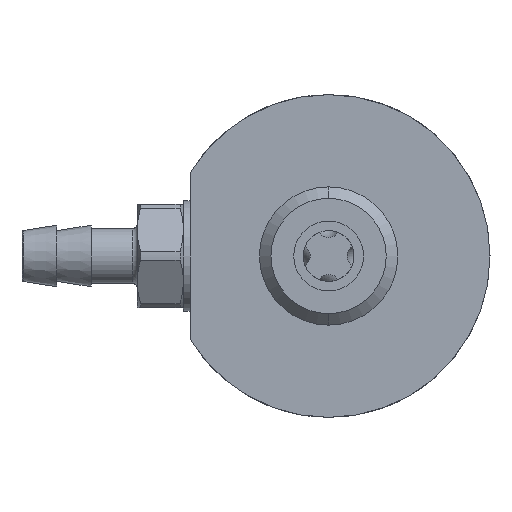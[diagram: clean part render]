
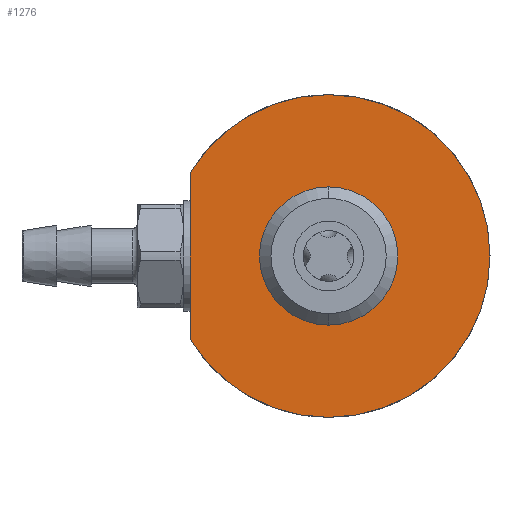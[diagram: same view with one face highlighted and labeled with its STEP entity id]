
A CAD part, front view. The second image highlights one B-rep face of the part: STEP entity #1276.
In plain terms, the highlighted planar face has unit normal (0, -1, 0).
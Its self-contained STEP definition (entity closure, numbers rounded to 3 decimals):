
#682 = EDGE_CURVE ( 'Defeature ausgef�hrt1_3+Defeature ausgef�hrt1_4+Defeature ausgef�hrt1_0+Defeature ausgef�hrt1_0', #23871, #20299, #2997, .T. ) ;
#1153 = ORIENTED_EDGE ( 'NONE', *, *, #12697, .T. ) ;
#1276 = ADVANCED_FACE ( 'Defeature ausgef�hrt1_4', ( #6277, #6718 ), #22634, .F. ) ;
#1480 = VERTEX_POINT ( 'NONE', #19773 ) ;
#2150 = EDGE_CURVE ( 'Defeature ausgef�hrt1_3+Defeature ausgef�hrt1_4+Defeature ausgef�hrt1_0+Defeature ausgef�hrt1_0', #9521, #23871, #8298, .T. ) ;
#2355 = DIRECTION ( 'NONE',  ( 0., 0., -1. ) ) ;
#2997 = CIRCLE ( 'NONE', #26493, 7. ) ;
#3333 = AXIS2_PLACEMENT_3D ( 'NONE', #21429, #18729, #20971 ) ;
#3739 = LINE ( 'NONE', #10509, #29715 ) ;
#4509 = DIRECTION ( 'NONE',  ( 0., 1., 0. ) ) ;
#4535 = ORIENTED_EDGE ( 'NONE', *, *, #24806, .F. ) ;
#5250 = ORIENTED_EDGE ( 'NONE', *, *, #16319, .T. ) ;
#6277 = FACE_BOUND ( 'NONE', #27320, .T. ) ;
#6595 = CIRCLE ( 'NONE', #11371, 2.475 ) ;
#6672 = VERTEX_POINT ( 'NONE', #9938 ) ;
#6718 = FACE_OUTER_BOUND ( 'NONE', #24478, .T. ) ;
#7383 = ORIENTED_EDGE ( 'NONE', *, *, #24590, .T. ) ;
#8298 = CIRCLE ( 'NONE', #26513, 7. ) ;
#8327 = DIRECTION ( 'NONE',  ( 0., 1., 0. ) ) ;
#8470 = DIRECTION ( 'NONE',  ( 0., 0., -1. ) ) ;
#9521 = VERTEX_POINT ( 'NONE', #18127 ) ;
#9526 = CARTESIAN_POINT ( 'NONE',  ( 0., -23., 0. ) ) ;
#9938 = CARTESIAN_POINT ( 'NONE',  ( 0., -23., 2.475 ) ) ;
#10509 = CARTESIAN_POINT ( 'NONE',  ( -6., -23., 0. ) ) ;
#11371 = AXIS2_PLACEMENT_3D ( 'NONE', #9526, #19154, #12084 ) ;
#12084 = DIRECTION ( 'NONE',  ( 0., 0., -1. ) ) ;
#12356 = CARTESIAN_POINT ( 'NONE',  ( 0., -23., -7. ) ) ;
#12697 = EDGE_CURVE ( 'Defeature ausgef�hrt1_4+Defeature ausgef�hrt1_0+Defeature ausgef�hrt1_3+Defeature ausgef�hrt1_3', #9521, #17700, #3739, .T. ) ;
#12980 = CARTESIAN_POINT ( 'NONE',  ( -6., -23., -3.606 ) ) ;
#13060 = DIRECTION ( 'NONE',  ( 0., 0., -1. ) ) ;
#13826 = CARTESIAN_POINT ( 'NONE',  ( 0., -23., 7. ) ) ;
#14113 = DIRECTION ( 'NONE',  ( 0., 0., -1. ) ) ;
#15422 = DIRECTION ( 'NONE',  ( 0., 1., 0. ) ) ;
#16319 = EDGE_CURVE ( 'Defeature ausgef�hrt1_4+Defeature ausgef�hrt1_10+Defeature ausgef�hrt1_10+Defeature ausgef�hrt1_10', #1480, #6672, #18180, .T. ) ;
#17163 = ORIENTED_EDGE ( 'NONE', *, *, #2150, .F. ) ;
#17700 = VERTEX_POINT ( 'NONE', #12980 ) ;
#17986 = CARTESIAN_POINT ( 'NONE',  ( -7., -23., 0. ) ) ;
#18127 = CARTESIAN_POINT ( 'NONE',  ( -6., -23., 3.606 ) ) ;
#18180 = CIRCLE ( 'NONE', #3333, 2.475 ) ;
#18729 = DIRECTION ( 'NONE',  ( 0., 1., 0. ) ) ;
#19154 = DIRECTION ( 'NONE',  ( 0., 1., 0. ) ) ;
#19584 = CIRCLE ( 'NONE', #23862, 7. ) ;
#19773 = CARTESIAN_POINT ( 'NONE',  ( 0., -23., -2.475 ) ) ;
#20299 = VERTEX_POINT ( 'NONE', #12356 ) ;
#20971 = DIRECTION ( 'NONE',  ( 0., 0., -1. ) ) ;
#20993 = DIRECTION ( 'NONE',  ( 0., 0., -1. ) ) ;
#21429 = CARTESIAN_POINT ( 'NONE',  ( 0., -23., 0. ) ) ;
#21511 = CARTESIAN_POINT ( 'NONE',  ( 0., -23., 0. ) ) ;
#22416 = ORIENTED_EDGE ( 'NONE', *, *, #682, .F. ) ;
#22634 = PLANE ( 'NONE',  #28884 ) ;
#23862 = AXIS2_PLACEMENT_3D ( 'NONE', #29054, #8327, #8470 ) ;
#23871 = VERTEX_POINT ( 'NONE', #13826 ) ;
#24478 = EDGE_LOOP ( 'NONE', ( #17163, #1153, #4535, #22416 ) ) ;
#24590 = EDGE_CURVE ( 'Defeature ausgef�hrt1_4+Defeature ausgef�hrt1_10+Defeature ausgef�hrt1_10+Defeature ausgef�hrt1_10', #6672, #1480, #6595, .T. ) ;
#24806 = EDGE_CURVE ( 'Defeature ausgef�hrt1_3+Defeature ausgef�hrt1_4+Defeature ausgef�hrt1_0+Defeature ausgef�hrt1_0', #20299, #17700, #19584, .T. ) ;
#25083 = CARTESIAN_POINT ( 'NONE',  ( 0., -23., 0. ) ) ;
#26493 = AXIS2_PLACEMENT_3D ( 'NONE', #25083, #4509, #14113 ) ;
#26513 = AXIS2_PLACEMENT_3D ( 'NONE', #21511, #27779, #20993 ) ;
#27320 = EDGE_LOOP ( 'NONE', ( #5250, #7383 ) ) ;
#27779 = DIRECTION ( 'NONE',  ( 0., 1., 0. ) ) ;
#28884 = AXIS2_PLACEMENT_3D ( 'NONE', #17986, #15422, #2355 ) ;
#29054 = CARTESIAN_POINT ( 'NONE',  ( 0., -23., 0. ) ) ;
#29715 = VECTOR ( 'NONE', #13060, 1000. ) ;
